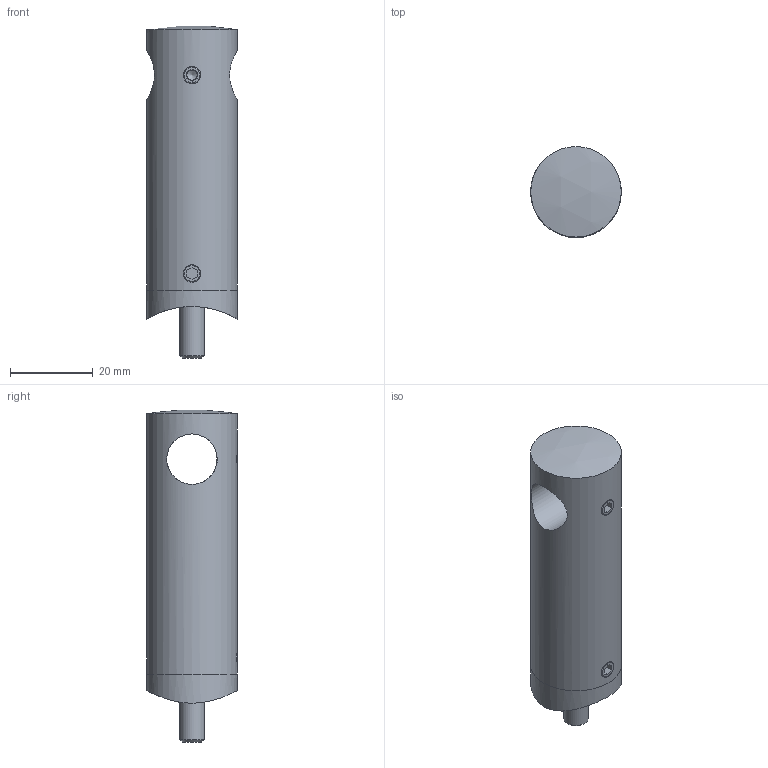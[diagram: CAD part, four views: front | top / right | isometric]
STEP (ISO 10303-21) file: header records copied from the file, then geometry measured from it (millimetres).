
FILE_DESCRIPTION (( 'STEP AP203' ), '1' );
FILE_NAME ('50413-240A.step', '2023-04-20T09:31:44', ( '' ), ( '' ), 'SwSTEP 2.0', 'SolidWorks 2018', '' );
FILE_SCHEMA (( 'CONFIG_CONTROL_DESIGN' ));
Length unit declared in the file: millimetre
Products named in the file (6): 50413-240A; DIN913_DIN 913 M5x5; DIN7991 M6x25_DIN7991 M6x25; 504XX-240A Teil2_50413-240A Teil2; 504XX-240A Teil1_50413-240A Teil1; DIN914_DIN 914 M5x5
Assembly tree (5 placements, depth 2):
  50413-240A
    504XX-240A Teil1_50413-240A Teil1
    504XX-240A Teil2_50413-240A Teil2
    DIN7991 M6x25_DIN7991 M6x25
    DIN913_DIN 913 M5x5
    DIN914_DIN 914 M5x5
Bounding box: 21.9 x 21.9 x 80.34 mm (x, y, z)
Volume: 22242.4 mm3; surface area: 8880.3 mm2
Topology: 5 solids, 5 shells, 307 faces, 784 edges, 515 vertices
Faces by surface type: plane 184, bspline 94, cylinder 15, cone 12, sphere 1, torus 1
Full cylindrical faces by diameter (mm): 4.2 x2, 5 x2, 6 x1, 6.5 x1, 12 x4, 12.2 x1, 18 x1, 21.9 x2
Entity records: 15330 total; most frequent: CARTESIAN_POINT 8061, ORIENTED_EDGE 1490, DIRECTION 1032, EDGE_CURVE 745, LINE 508, VECTOR 508, VERTEX_POINT 505, EDGE_LOOP 372
